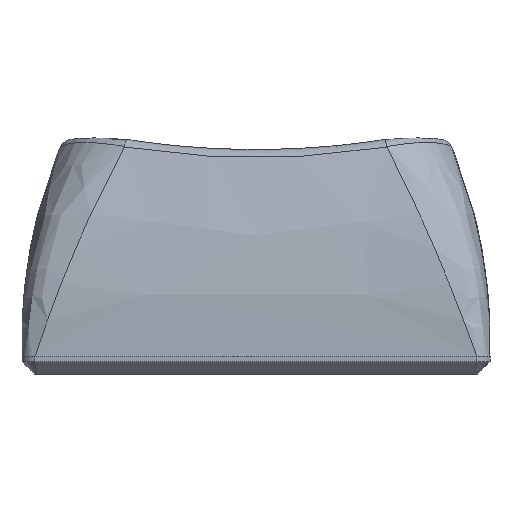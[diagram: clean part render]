
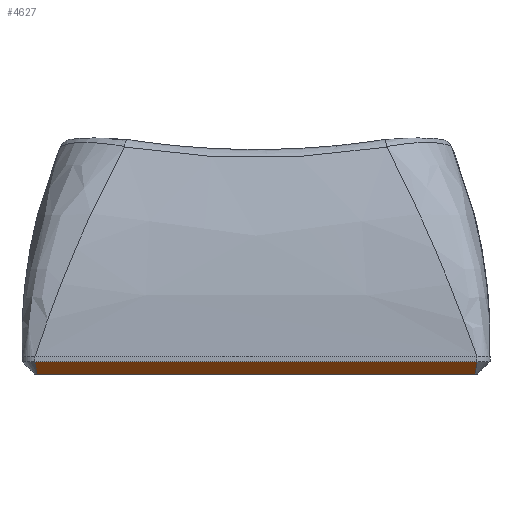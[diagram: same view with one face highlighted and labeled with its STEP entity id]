
A CAD part, front view. The second image highlights one B-rep face of the part: STEP entity #4627.
In plain terms, the highlighted planar face has unit normal (0, -0.707, -0.707).
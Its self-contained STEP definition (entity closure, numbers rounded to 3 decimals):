
#720 = PLANE('',#721);
#721 = AXIS2_PLACEMENT_3D('',#722,#723,#724);
#722 = CARTESIAN_POINT('',(-8.5,-9.,0.672));
#723 = DIRECTION('',(0.,-1.,0.));
#724 = DIRECTION('',(1.,0.,0.));
#1973 = VERTEX_POINT('',#1974);
#1974 = CARTESIAN_POINT('',(-8.5,-9.,0.48));
#2000 = EDGE_CURVE('',#1973,#2001,#2003,.T.);
#2001 = VERTEX_POINT('',#2002);
#2002 = CARTESIAN_POINT('',(8.5,-9.,0.48));
#2003 = SURFACE_CURVE('',#2004,(#2008,#2015),.PCURVE_S1.);
#2004 = LINE('',#2005,#2006);
#2005 = CARTESIAN_POINT('',(-8.5,-9.,0.48));
#2006 = VECTOR('',#2007,1.);
#2007 = DIRECTION('',(1.,0.,0.));
#2008 = PCURVE('',#720,#2009);
#2009 = DEFINITIONAL_REPRESENTATION('',(#2010),#2014);
#2010 = LINE('',#2011,#2012);
#2011 = CARTESIAN_POINT('',(0.,-0.192));
#2012 = VECTOR('',#2013,1.);
#2013 = DIRECTION('',(1.,0.));
#2014 = ( GEOMETRIC_REPRESENTATION_CONTEXT(2) 
PARAMETRIC_REPRESENTATION_CONTEXT() REPRESENTATION_CONTEXT('2D SPACE',''
  ) );
#2015 = PCURVE('',#2016,#2021);
#2016 = PLANE('',#2017);
#2017 = AXIS2_PLACEMENT_3D('',#2018,#2019,#2020);
#2018 = CARTESIAN_POINT('',(-8.5,-8.76,0.24));
#2019 = DIRECTION('',(0.,0.707,0.707)
  );
#2020 = DIRECTION('',(1.,0.,0.));
#2021 = DEFINITIONAL_REPRESENTATION('',(#2022),#2026);
#2022 = LINE('',#2023,#2024);
#2023 = CARTESIAN_POINT('',(0.,-0.339));
#2024 = VECTOR('',#2025,1.);
#2025 = DIRECTION('',(1.,0.));
#2026 = ( GEOMETRIC_REPRESENTATION_CONTEXT(2) 
PARAMETRIC_REPRESENTATION_CONTEXT() REPRESENTATION_CONTEXT('2D SPACE',''
  ) );
#3188 = CONICAL_SURFACE('',#3189,0.7,0.785);
#3189 = AXIS2_PLACEMENT_3D('',#3190,#3191,#3192);
#3190 = CARTESIAN_POINT('',(8.323,-8.323,0.48));
#3191 = DIRECTION('',(-0.,-0.,1.));
#3192 = DIRECTION('',(0.967,-0.253,0.));
#4627 = ADVANCED_FACE('',(#4628),#2016,.F.);
#4628 = FACE_BOUND('',#4629,.F.);
#4629 = EDGE_LOOP('',(#4630,#4665,#4666,#4696));
#4630 = ORIENTED_EDGE('',*,*,#4631,.F.);
#4631 = EDGE_CURVE('',#1973,#4632,#4634,.T.);
#4632 = VERTEX_POINT('',#4633);
#4633 = CARTESIAN_POINT('',(-8.42,-8.52,0.));
#4634 = SURFACE_CURVE('',#4635,(#4640,#4647),.PCURVE_S1.);
#4635 = PARABOLA('',#4636,0.008);
#4636 = AXIS2_PLACEMENT_3D('',#4637,#4638,#4639);
#4637 = CARTESIAN_POINT('',(-8.323,-8.311,
    -0.209));
#4638 = DIRECTION('',(0.,0.707,0.707)
  );
#4639 = DIRECTION('',(0.,-0.707,0.707)
  );
#4640 = PCURVE('',#2016,#4641);
#4641 = DEFINITIONAL_REPRESENTATION('',(#4642),#4646);
#4642 = B_SPLINE_CURVE_WITH_KNOTS('',2,(#4643,#4644,#4645),
  .UNSPECIFIED.,.F.,.F.,(3,3),(-0.177,-0.098),
  .PIECEWISE_BEZIER_KNOTS.);
#4643 = CARTESIAN_POINT('',(0.,-0.339));
#4644 = CARTESIAN_POINT('',(0.04,0.098));
#4645 = CARTESIAN_POINT('',(0.08,0.339));
#4646 = ( GEOMETRIC_REPRESENTATION_CONTEXT(2) 
PARAMETRIC_REPRESENTATION_CONTEXT() REPRESENTATION_CONTEXT('2D SPACE',''
  ) );
#4647 = PCURVE('',#4648,#4653);
#4648 = CONICAL_SURFACE('',#4649,0.7,0.785);
#4649 = AXIS2_PLACEMENT_3D('',#4650,#4651,#4652);
#4650 = CARTESIAN_POINT('',(-8.323,-8.323,0.48));
#4651 = DIRECTION('',(-0.,-0.,1.));
#4652 = DIRECTION('',(-0.253,-0.967,-0.));
#4653 = DEFINITIONAL_REPRESENTATION('',(#4654),#4664);
#4654 = B_SPLINE_CURVE_WITH_KNOTS('',8,(#4655,#4656,#4657,#4658,#4659,
    #4660,#4661,#4662,#4663),.UNSPECIFIED.,.F.,.F.,(9,9),(
    -0.177,-0.098),.PIECEWISE_BEZIER_KNOTS.);
#4655 = CARTESIAN_POINT('',(0.,0.));
#4656 = CARTESIAN_POINT('',(-0.014,-0.077));
#4657 = CARTESIAN_POINT('',(-0.03,-0.15));
#4658 = CARTESIAN_POINT('',(-0.048,-0.217));
#4659 = CARTESIAN_POINT('',(-0.069,-0.28));
#4660 = CARTESIAN_POINT('',(-0.094,-0.337));
#4661 = CARTESIAN_POINT('',(-0.123,-0.39));
#4662 = CARTESIAN_POINT('',(-0.158,-0.437));
#4663 = CARTESIAN_POINT('',(-0.203,-0.48));
#4664 = ( GEOMETRIC_REPRESENTATION_CONTEXT(2) 
PARAMETRIC_REPRESENTATION_CONTEXT() REPRESENTATION_CONTEXT('2D SPACE',''
  ) );
#4665 = ORIENTED_EDGE('',*,*,#2000,.T.);
#4666 = ORIENTED_EDGE('',*,*,#4667,.T.);
#4667 = EDGE_CURVE('',#2001,#4668,#4670,.T.);
#4668 = VERTEX_POINT('',#4669);
#4669 = CARTESIAN_POINT('',(8.42,-8.52,0.));
#4670 = SURFACE_CURVE('',#4671,(#4676,#4683),.PCURVE_S1.);
#4671 = PARABOLA('',#4672,0.008);
#4672 = AXIS2_PLACEMENT_3D('',#4673,#4674,#4675);
#4673 = CARTESIAN_POINT('',(8.323,-8.311,
    -0.209));
#4674 = DIRECTION('',(0.,-0.707,-0.707
    ));
#4675 = DIRECTION('',(0.,-0.707,0.707)
  );
#4676 = PCURVE('',#2016,#4677);
#4677 = DEFINITIONAL_REPRESENTATION('',(#4678),#4682);
#4678 = B_SPLINE_CURVE_WITH_KNOTS('',2,(#4679,#4680,#4681),
  .UNSPECIFIED.,.F.,.F.,(3,3),(-0.177,-0.098),
  .PIECEWISE_BEZIER_KNOTS.);
#4679 = CARTESIAN_POINT('',(17.,-0.339));
#4680 = CARTESIAN_POINT('',(16.96,0.098));
#4681 = CARTESIAN_POINT('',(16.92,0.339));
#4682 = ( GEOMETRIC_REPRESENTATION_CONTEXT(2) 
PARAMETRIC_REPRESENTATION_CONTEXT() REPRESENTATION_CONTEXT('2D SPACE',''
  ) );
#4683 = PCURVE('',#3188,#4684);
#4684 = DEFINITIONAL_REPRESENTATION('',(#4685),#4695);
#4685 = B_SPLINE_CURVE_WITH_KNOTS('',8,(#4686,#4687,#4688,#4689,#4690,
    #4691,#4692,#4693,#4694),.UNSPECIFIED.,.F.,.F.,(9,9),(
    -0.177,-0.098),.PIECEWISE_BEZIER_KNOTS.);
#4686 = CARTESIAN_POINT('',(-1.059,0.));
#4687 = CARTESIAN_POINT('',(-1.045,-0.077));
#4688 = CARTESIAN_POINT('',(-1.029,-0.15));
#4689 = CARTESIAN_POINT('',(-1.01,-0.217));
#4690 = CARTESIAN_POINT('',(-0.99,-0.28));
#4691 = CARTESIAN_POINT('',(-0.965,-0.337));
#4692 = CARTESIAN_POINT('',(-0.936,-0.39));
#4693 = CARTESIAN_POINT('',(-0.901,-0.437));
#4694 = CARTESIAN_POINT('',(-0.856,-0.48));
#4695 = ( GEOMETRIC_REPRESENTATION_CONTEXT(2) 
PARAMETRIC_REPRESENTATION_CONTEXT() REPRESENTATION_CONTEXT('2D SPACE',''
  ) );
#4696 = ORIENTED_EDGE('',*,*,#4697,.F.);
#4697 = EDGE_CURVE('',#4632,#4668,#4698,.T.);
#4698 = SURFACE_CURVE('',#4699,(#4703,#4710),.PCURVE_S1.);
#4699 = LINE('',#4700,#4701);
#4700 = CARTESIAN_POINT('',(-8.5,-8.52,0.));
#4701 = VECTOR('',#4702,1.);
#4702 = DIRECTION('',(1.,0.,0.));
#4703 = PCURVE('',#2016,#4704);
#4704 = DEFINITIONAL_REPRESENTATION('',(#4705),#4709);
#4705 = LINE('',#4706,#4707);
#4706 = CARTESIAN_POINT('',(0.,0.339));
#4707 = VECTOR('',#4708,1.);
#4708 = DIRECTION('',(1.,0.));
#4709 = ( GEOMETRIC_REPRESENTATION_CONTEXT(2) 
PARAMETRIC_REPRESENTATION_CONTEXT() REPRESENTATION_CONTEXT('2D SPACE',''
  ) );
#4710 = PCURVE('',#4711,#4716);
#4711 = PLANE('',#4712);
#4712 = AXIS2_PLACEMENT_3D('',#4713,#4714,#4715);
#4713 = CARTESIAN_POINT('',(8.5,9.,0.));
#4714 = DIRECTION('',(0.,0.,-1.));
#4715 = DIRECTION('',(-1.,0.,0.));
#4716 = DEFINITIONAL_REPRESENTATION('',(#4717),#4721);
#4717 = LINE('',#4718,#4719);
#4718 = CARTESIAN_POINT('',(17.,-17.52));
#4719 = VECTOR('',#4720,1.);
#4720 = DIRECTION('',(-1.,0.));
#4721 = ( GEOMETRIC_REPRESENTATION_CONTEXT(2) 
PARAMETRIC_REPRESENTATION_CONTEXT() REPRESENTATION_CONTEXT('2D SPACE',''
  ) );
